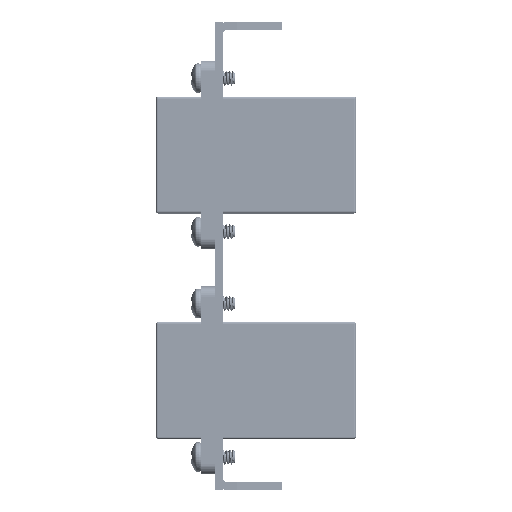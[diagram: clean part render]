
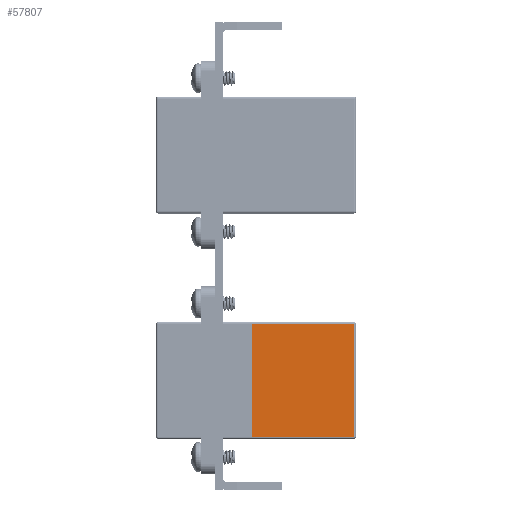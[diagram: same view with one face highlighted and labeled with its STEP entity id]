
A CAD part, left-side view. The second image highlights one B-rep face of the part: STEP entity #57807.
In plain terms, the highlighted face is planar.
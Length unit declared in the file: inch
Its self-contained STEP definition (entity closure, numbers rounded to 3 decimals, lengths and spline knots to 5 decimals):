
#776 = VERTEX_POINT ( 'NONE', #12658 ) ;
#2375 = VERTEX_POINT ( 'NONE', #72328 ) ;
#2404 = LINE ( 'NONE', #51554, #52803 ) ;
#3612 = DIRECTION ( 'NONE',  ( 0., 0., 1. ) ) ;
#7398 = EDGE_CURVE ( 'NONE', #776, #67505, #34734, .T. ) ;
#8747 = DIRECTION ( 'NONE',  ( 0., 1., 0. ) ) ;
#12658 = CARTESIAN_POINT ( 'NONE',  ( 0.315, -0.42, 0.756 ) ) ;
#13382 = DIRECTION ( 'NONE',  ( -1., 0., 0. ) ) ;
#15231 = FACE_OUTER_BOUND ( 'NONE', #36619, .T. ) ;
#16529 = LINE ( 'NONE', #80284, #30447 ) ;
#19581 = ORIENTED_EDGE ( 'NONE', *, *, #38967, .T. ) ;
#25183 = VECTOR ( 'NONE', #8747, 39.37008 ) ;
#30447 = VECTOR ( 'NONE', #87236, 39.37008 ) ;
#34353 = CARTESIAN_POINT ( 'NONE',  ( 0.315, -0.42, 0.771 ) ) ;
#34548 = CARTESIAN_POINT ( 'NONE',  ( 0.315, 0.42, 0. ) ) ;
#34734 = LINE ( 'NONE', #34353, #71339 ) ;
#36619 = EDGE_LOOP ( 'NONE', ( #88899, #68657, #87474, #19581 ) ) ;
#38967 = EDGE_CURVE ( 'NONE', #82300, #2375, #2404, .T. ) ;
#43761 = CARTESIAN_POINT ( 'NONE',  ( 0.315, -0.42, 0. ) ) ;
#47566 = CARTESIAN_POINT ( 'NONE',  ( 0.315, -0.435, 0.771 ) ) ;
#51554 = CARTESIAN_POINT ( 'NONE',  ( 0.315, 0.42, 0.771 ) ) ;
#52803 = VECTOR ( 'NONE', #3612, 39.37008 ) ;
#54187 = PLANE ( 'NONE',  #56258 ) ;
#55106 = EDGE_CURVE ( 'NONE', #67505, #82300, #79966, .T. ) ;
#56118 = EDGE_CURVE ( 'NONE', #2375, #776, #16529, .T. ) ;
#56258 = AXIS2_PLACEMENT_3D ( 'NONE', #47566, #13382, #61374 ) ;
#57807 = ADVANCED_FACE ( 'NONE', ( #15231 ), #54187, .F. ) ;
#61374 = DIRECTION ( 'NONE',  ( 0., 0., 1. ) ) ;
#67505 = VERTEX_POINT ( 'NONE', #43761 ) ;
#68657 = ORIENTED_EDGE ( 'NONE', *, *, #7398, .T. ) ;
#71339 = VECTOR ( 'NONE', #82462, 39.37008 ) ;
#72328 = CARTESIAN_POINT ( 'NONE',  ( 0.315, 0.42, 0.756 ) ) ;
#79966 = LINE ( 'NONE', #83779, #25183 ) ;
#80284 = CARTESIAN_POINT ( 'NONE',  ( 0.315, -0.435, 0.756 ) ) ;
#82300 = VERTEX_POINT ( 'NONE', #34548 ) ;
#82462 = DIRECTION ( 'NONE',  ( 0., 0., -1. ) ) ;
#83779 = CARTESIAN_POINT ( 'NONE',  ( 0.315, -0.435, 0. ) ) ;
#87236 = DIRECTION ( 'NONE',  ( 0., -1., 0. ) ) ;
#87474 = ORIENTED_EDGE ( 'NONE', *, *, #55106, .T. ) ;
#88899 = ORIENTED_EDGE ( 'NONE', *, *, #56118, .T. ) ;
